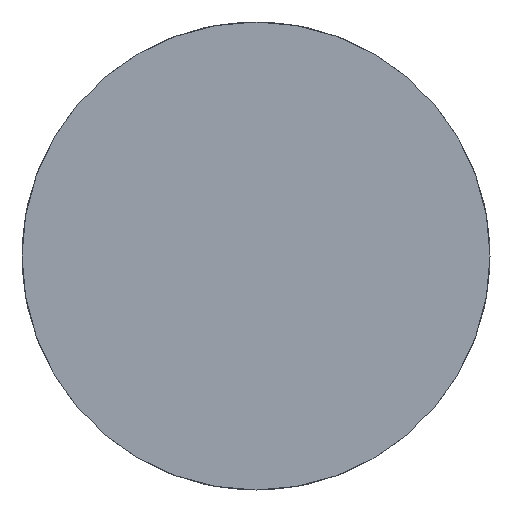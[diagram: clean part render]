
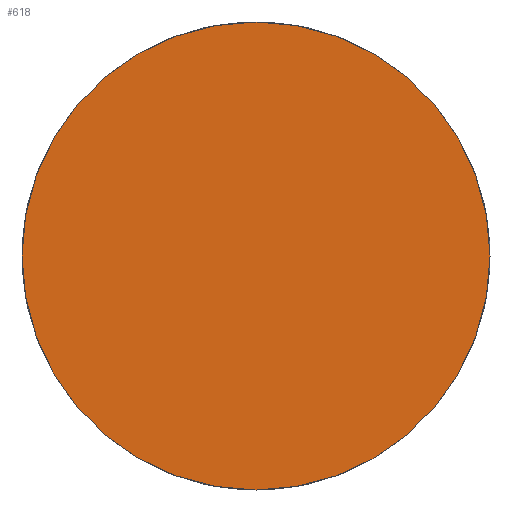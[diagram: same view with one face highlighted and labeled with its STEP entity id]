
A CAD part, front view. The second image highlights one B-rep face of the part: STEP entity #618.
In plain terms, the highlighted planar face has unit normal (0, -1, 0).
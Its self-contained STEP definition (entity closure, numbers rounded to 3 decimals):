
#28=PLANE('',#680);
#57=FACE_OUTER_BOUND('',#94,.T.);
#94=EDGE_LOOP('',(#463));
#128=CIRCLE('',#681,15.);
#284=VERTEX_POINT('',#1856);
#353=EDGE_CURVE('',#284,#284,#128,.T.);
#463=ORIENTED_EDGE('',*,*,#353,.F.);
#618=ADVANCED_FACE('',(#57),#28,.F.);
#680=AXIS2_PLACEMENT_3D('',#1855,#753,#754);
#681=AXIS2_PLACEMENT_3D('',#1857,#755,#756);
#753=DIRECTION('center_axis',(0.,1.,0.));
#754=DIRECTION('ref_axis',(0.,0.,1.));
#755=DIRECTION('center_axis',(0.,1.,0.));
#756=DIRECTION('ref_axis',(-1.,0.,0.));
#1855=CARTESIAN_POINT('Origin',(0.,0.,0.));
#1856=CARTESIAN_POINT('',(15.,0.,0.));
#1857=CARTESIAN_POINT('Origin',(0.,0.,0.));
